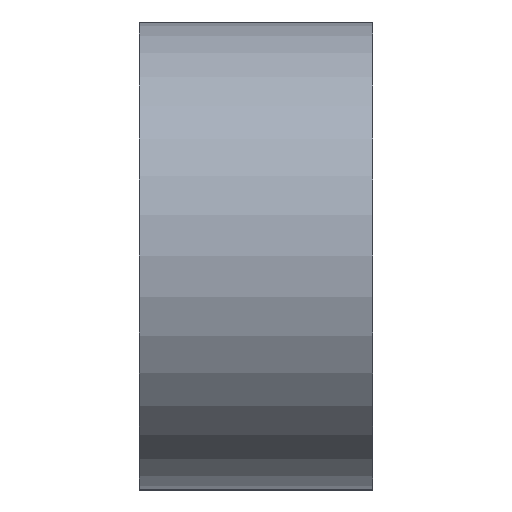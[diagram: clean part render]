
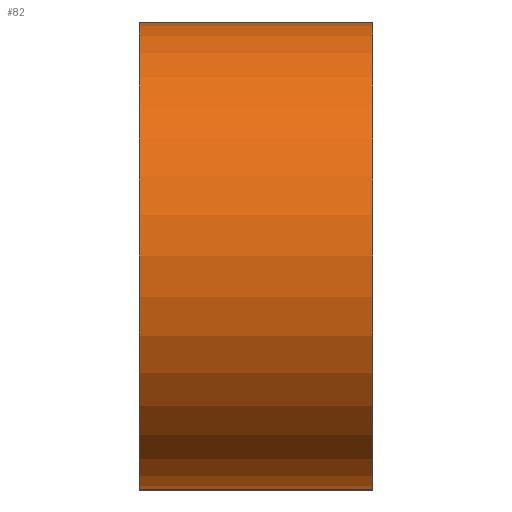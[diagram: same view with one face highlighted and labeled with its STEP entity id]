
A CAD part, left-side view. The second image highlights one B-rep face of the part: STEP entity #82.
In plain terms, the highlighted cylindrical face has radius 100 mm (diameter 200 mm), a partial arc.
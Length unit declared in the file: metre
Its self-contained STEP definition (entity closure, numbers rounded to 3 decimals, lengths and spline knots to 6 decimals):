
#15 = DIRECTION ( 'NONE',  ( 0., 0., 1. ) ) ;
#22 = CARTESIAN_POINT ( 'NONE',  ( -0.675, 0.05, 0. ) ) ;
#33 = VERTEX_POINT ( 'NONE', #347 ) ;
#46 = EDGE_CURVE ( 'NONE', #142, #113, #341, .T. ) ;
#49 = DIRECTION ( 'NONE',  ( 0., 1., 0. ) ) ;
#82 = ADVANCED_FACE ( 'NONE', ( #129 ), #258, .T. ) ;
#84 = LINE ( 'NONE', #126, #204 ) ;
#88 = DIRECTION ( 'NONE',  ( 0., -1., 0. ) ) ;
#113 = VERTEX_POINT ( 'NONE', #292 ) ;
#126 = CARTESIAN_POINT ( 'NONE',  ( -0.675, 0.05, -0.1 ) ) ;
#129 = FACE_OUTER_BOUND ( 'NONE', #375, .T. ) ;
#136 = DIRECTION ( 'NONE',  ( 0., 0., 1. ) ) ;
#138 = CIRCLE ( 'NONE', #256, 0.1 ) ;
#142 = VERTEX_POINT ( 'NONE', #209 ) ;
#153 = VECTOR ( 'NONE', #88, 1. ) ;
#163 = VERTEX_POINT ( 'NONE', #331 ) ;
#179 = EDGE_CURVE ( 'NONE', #33, #163, #84, .T. ) ;
#186 = CARTESIAN_POINT ( 'NONE',  ( -0.675, -0.05, 0. ) ) ;
#199 = CARTESIAN_POINT ( 'NONE',  ( -0.675, 0.05, 0. ) ) ;
#204 = VECTOR ( 'NONE', #328, 1. ) ;
#209 = CARTESIAN_POINT ( 'NONE',  ( -0.675, 0.05, 0.1 ) ) ;
#217 = ORIENTED_EDGE ( 'NONE', *, *, #46, .F. ) ;
#237 = DIRECTION ( 'NONE',  ( 0., -1., 0. ) ) ;
#256 = AXIS2_PLACEMENT_3D ( 'NONE', #186, #339, #136 ) ;
#258 = CYLINDRICAL_SURFACE ( 'NONE', #343, 0.1 ) ;
#259 = ORIENTED_EDGE ( 'NONE', *, *, #315, .T. ) ;
#270 = DIRECTION ( 'NONE',  ( 0., 0., -1. ) ) ;
#278 = CARTESIAN_POINT ( 'NONE',  ( -0.675, 0.05, 0.1 ) ) ;
#287 = CIRCLE ( 'NONE', #295, 0.1 ) ;
#292 = CARTESIAN_POINT ( 'NONE',  ( -0.675, -0.05, 0.1 ) ) ;
#293 = ORIENTED_EDGE ( 'NONE', *, *, #179, .T. ) ;
#295 = AXIS2_PLACEMENT_3D ( 'NONE', #199, #49, #15 ) ;
#307 = ORIENTED_EDGE ( 'NONE', *, *, #386, .F. ) ;
#315 = EDGE_CURVE ( 'NONE', #163, #113, #138, .T. ) ;
#328 = DIRECTION ( 'NONE',  ( 0., -1., 0. ) ) ;
#331 = CARTESIAN_POINT ( 'NONE',  ( -0.675, -0.05, -0.1 ) ) ;
#339 = DIRECTION ( 'NONE',  ( 0., 1., 0. ) ) ;
#341 = LINE ( 'NONE', #278, #153 ) ;
#343 = AXIS2_PLACEMENT_3D ( 'NONE', #22, #237, #270 ) ;
#347 = CARTESIAN_POINT ( 'NONE',  ( -0.675, 0.05, -0.1 ) ) ;
#375 = EDGE_LOOP ( 'NONE', ( #259, #217, #307, #293 ) ) ;
#386 = EDGE_CURVE ( 'NONE', #33, #142, #287, .T. ) ;
